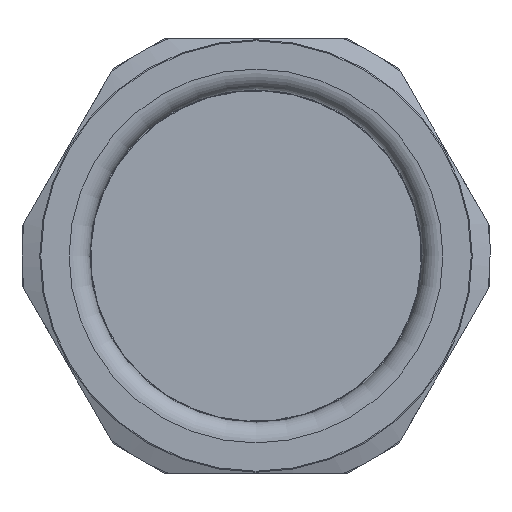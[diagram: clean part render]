
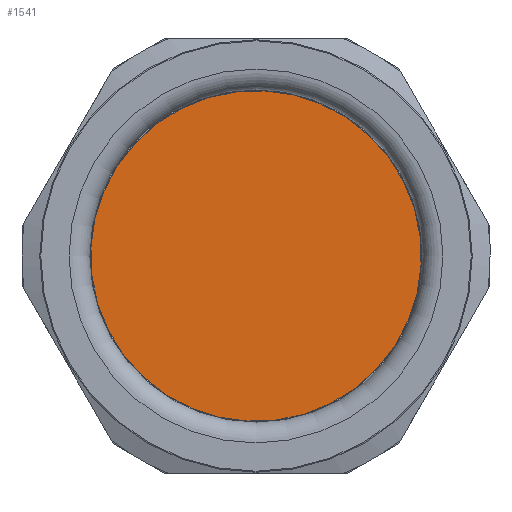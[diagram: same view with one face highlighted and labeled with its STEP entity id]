
A CAD part, left-side view. The second image highlights one B-rep face of the part: STEP entity #1541.
In plain terms, the highlighted planar face has unit normal (-1, 0, 0).
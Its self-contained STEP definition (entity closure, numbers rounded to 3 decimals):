
#194=PLANE('',#1799);
#417=FACE_OUTER_BOUND('',#583,.T.);
#583=EDGE_LOOP('',(#1402));
#669=CIRCLE('',#1782,32.32);
#810=VERTEX_POINT('',#8741);
#1005=EDGE_CURVE('',#810,#810,#669,.T.);
#1402=ORIENTED_EDGE('',*,*,#1005,.F.);
#1541=ADVANCED_FACE('',(#417),#194,.T.);
#1782=AXIS2_PLACEMENT_3D('',#8742,#2198,#2199);
#1799=AXIS2_PLACEMENT_3D('',#8766,#2232,#2233);
#2198=DIRECTION('center_axis',(1.,0.,0.));
#2199=DIRECTION('ref_axis',(0.,0.,-1.));
#2232=DIRECTION('center_axis',(-1.,0.,0.));
#2233=DIRECTION('ref_axis',(0.,0.,1.));
#8741=CARTESIAN_POINT('',(-0.034,32.32,0.));
#8742=CARTESIAN_POINT('Origin',(-0.034,0.,0.));
#8766=CARTESIAN_POINT('Origin',(-0.034,32.32,0.));
